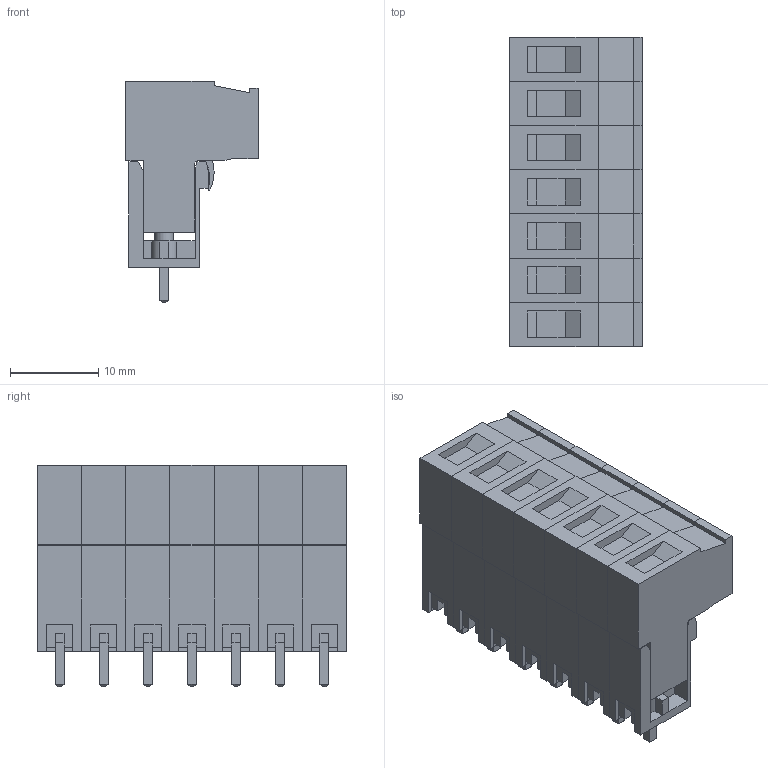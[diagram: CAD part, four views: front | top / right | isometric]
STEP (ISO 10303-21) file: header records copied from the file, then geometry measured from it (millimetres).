
FILE_DESCRIPTION(('FreeCAD Model'),'2;1');
FILE_NAME('AK_H_7.stp', '2017-10-01T12:00:02',('Author'),(''), 'Open CASCADE STEP processor 6.8','FreeCAD','Unknown');
FILE_SCHEMA(('AUTOMOTIVE_DESIGN_CC2 { 1 2 10303 214 -1 1 5 4 }'));
Length unit declared in the file: millimetre
Products named in the file (5): ASSEMBLY; Array; Array001; Array002; Array003
Assembly tree (4 placements, depth 2):
  ASSEMBLY
    Array
    Array001
    Array002
    Array003
Bounding box: 15 x 35 x 25.1 mm (x, y, z)
Volume: 7273.5 mm3; surface area: 8593.7 mm2
Topology: 27 solids, 27 shells, 778 faces, 1934 edges, 1224 vertices
Faces by surface type: plane 718, cylinder 54, bspline 6
Full cylindrical faces by diameter (mm): 2.13 x7, 4 x7
Entity records: 51687 total; most frequent: CARTESIAN_POINT 12405, DIRECTION 7100, LINE 5218, VECTOR 5218, ORIENTED_EDGE 3924, PCURVE 3868, DEFINITIONAL_REPRESENTATION 3868, EDGE_CURVE 1934
